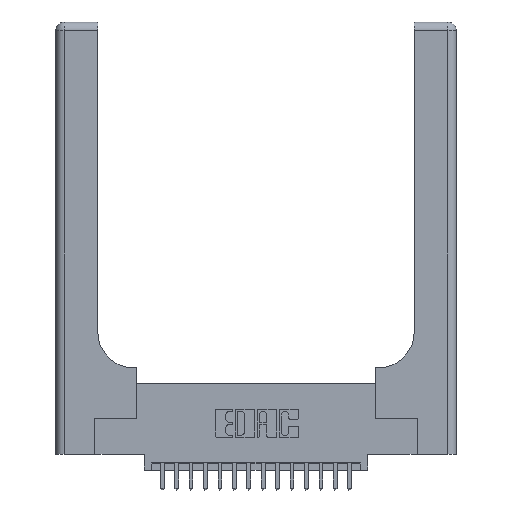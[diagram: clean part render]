
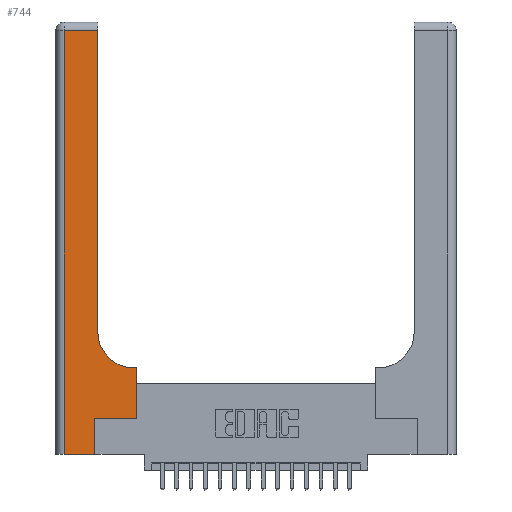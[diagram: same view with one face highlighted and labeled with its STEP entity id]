
A CAD part, top view. The second image highlights one B-rep face of the part: STEP entity #744.
In plain terms, the highlighted planar face has unit normal (0, 0, 1).
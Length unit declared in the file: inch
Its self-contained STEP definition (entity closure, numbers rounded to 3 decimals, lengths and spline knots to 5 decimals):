
#197 = DIRECTION ( 'NONE',  ( -1., 0., 0. ) ) ;
#212 = CARTESIAN_POINT ( 'NONE',  ( 0.06, 2.94, 0.37 ) ) ;
#218 = EDGE_CURVE ( 'NONE', #1945, #14529, #19501, .T. ) ;
#275 = EDGE_CURVE ( 'NONE', #7738, #1945, #1787, .T. ) ;
#369 = DIRECTION ( 'NONE',  ( 1., 0., 0. ) ) ;
#402 = VERTEX_POINT ( 'NONE', #16900 ) ;
#744 = ADVANCED_FACE ( 'NONE', ( #14155 ), #9656, .F. ) ;
#998 = CIRCLE ( 'NONE', #12848, 0.25 ) ;
#1181 = CARTESIAN_POINT ( 'NONE',  ( 0.5415, 0.85, 0.37 ) ) ;
#1424 = CARTESIAN_POINT ( 'NONE',  ( 0.2915, 0.6, 0.37 ) ) ;
#1690 = DIRECTION ( 'NONE',  ( 0., 1., 0. ) ) ;
#1713 = ORIENTED_EDGE ( 'NONE', *, *, #13639, .T. ) ;
#1716 = EDGE_CURVE ( 'NONE', #402, #17351, #2433, .T. ) ;
#1787 = LINE ( 'NONE', #17529, #5150 ) ;
#1945 = VERTEX_POINT ( 'NONE', #13554 ) ;
#2433 = LINE ( 'NONE', #5316, #16288 ) ;
#2603 = LINE ( 'NONE', #19854, #13804 ) ;
#2937 = AXIS2_PLACEMENT_3D ( 'NONE', #9588, #15909, #197 ) ;
#2947 = DIRECTION ( 'NONE',  ( -1., 0., 0. ) ) ;
#3439 = CARTESIAN_POINT ( 'NONE',  ( 0.269, 0., 0.37 ) ) ;
#3526 = CARTESIAN_POINT ( 'NONE',  ( 0.2915, 2.94, 0.37 ) ) ;
#4043 = DIRECTION ( 'NONE',  ( 0., 0., -1. ) ) ;
#4271 = VERTEX_POINT ( 'NONE', #212 ) ;
#4601 = ORIENTED_EDGE ( 'NONE', *, *, #1716, .T. ) ;
#4670 = LINE ( 'NONE', #19004, #5392 ) ;
#5016 = LINE ( 'NONE', #1424, #10368 ) ;
#5150 = VECTOR ( 'NONE', #8173, 39.37008 ) ;
#5316 = CARTESIAN_POINT ( 'NONE',  ( 0.2915, 3., 0.37 ) ) ;
#5392 = VECTOR ( 'NONE', #369, 39.37008 ) ;
#5875 = DIRECTION ( 'NONE',  ( -1., 0., 0. ) ) ;
#6264 = VECTOR ( 'NONE', #5875, 39.37008 ) ;
#6499 = EDGE_LOOP ( 'NONE', ( #4601, #8764, #8610, #19801, #18615, #14247, #17172, #1713, #8277 ) ) ;
#7738 = VERTEX_POINT ( 'NONE', #19384 ) ;
#8173 = DIRECTION ( 'NONE',  ( 1., 0., 0. ) ) ;
#8206 = VECTOR ( 'NONE', #11333, 39.37008 ) ;
#8277 = ORIENTED_EDGE ( 'NONE', *, *, #10539, .T. ) ;
#8552 = VECTOR ( 'NONE', #1690, 39.37008 ) ;
#8610 = ORIENTED_EDGE ( 'NONE', *, *, #19398, .T. ) ;
#8764 = ORIENTED_EDGE ( 'NONE', *, *, #10713, .T. ) ;
#8779 = EDGE_CURVE ( 'NONE', #19007, #9210, #4670, .T. ) ;
#8862 = DIRECTION ( 'NONE',  ( 1., 0., 0. ) ) ;
#9210 = VERTEX_POINT ( 'NONE', #3439 ) ;
#9588 = CARTESIAN_POINT ( 'NONE',  ( 0., 3., 0.37 ) ) ;
#9607 = CARTESIAN_POINT ( 'NONE',  ( 0.06, 0., 0.37 ) ) ;
#9618 = CARTESIAN_POINT ( 'NONE',  ( 0.269, 0., 0.37 ) ) ;
#9656 = PLANE ( 'NONE',  #2937 ) ;
#10368 = VECTOR ( 'NONE', #2947, 39.37008 ) ;
#10440 = LINE ( 'NONE', #12099, #6264 ) ;
#10539 = EDGE_CURVE ( 'NONE', #11558, #402, #998, .T. ) ;
#10713 = EDGE_CURVE ( 'NONE', #17351, #4271, #10440, .T. ) ;
#11054 = EDGE_CURVE ( 'NONE', #9210, #7738, #13336, .T. ) ;
#11333 = DIRECTION ( 'NONE',  ( 0., 1., 0. ) ) ;
#11558 = VERTEX_POINT ( 'NONE', #15924 ) ;
#12099 = CARTESIAN_POINT ( 'NONE',  ( 0., 2.94, 0.37 ) ) ;
#12848 = AXIS2_PLACEMENT_3D ( 'NONE', #1181, #4043, #8862 ) ;
#13336 = LINE ( 'NONE', #9618, #8206 ) ;
#13554 = CARTESIAN_POINT ( 'NONE',  ( 0.5585, 0.25, 0.37 ) ) ;
#13639 = EDGE_CURVE ( 'NONE', #14529, #11558, #5016, .T. ) ;
#13804 = VECTOR ( 'NONE', #19976, 39.37008 ) ;
#14155 = FACE_OUTER_BOUND ( 'NONE', #6499, .T. ) ;
#14247 = ORIENTED_EDGE ( 'NONE', *, *, #275, .T. ) ;
#14406 = CARTESIAN_POINT ( 'NONE',  ( 0.5585, 0.6, 0.37 ) ) ;
#14529 = VERTEX_POINT ( 'NONE', #14406 ) ;
#15909 = DIRECTION ( 'NONE',  ( 0., 0., -1. ) ) ;
#15924 = CARTESIAN_POINT ( 'NONE',  ( 0.5415, 0.6, 0.37 ) ) ;
#16288 = VECTOR ( 'NONE', #17773, 39.37008 ) ;
#16900 = CARTESIAN_POINT ( 'NONE',  ( 0.2915, 0.85, 0.37 ) ) ;
#17171 = CARTESIAN_POINT ( 'NONE',  ( 0.5585, 0.25, 0.37 ) ) ;
#17172 = ORIENTED_EDGE ( 'NONE', *, *, #218, .T. ) ;
#17351 = VERTEX_POINT ( 'NONE', #3526 ) ;
#17529 = CARTESIAN_POINT ( 'NONE',  ( 0.269, 0.25, 0.37 ) ) ;
#17773 = DIRECTION ( 'NONE',  ( 0., 1., 0. ) ) ;
#18615 = ORIENTED_EDGE ( 'NONE', *, *, #11054, .T. ) ;
#19004 = CARTESIAN_POINT ( 'NONE',  ( 0., 0., 0.37 ) ) ;
#19007 = VERTEX_POINT ( 'NONE', #9607 ) ;
#19384 = CARTESIAN_POINT ( 'NONE',  ( 0.269, 0.25, 0.37 ) ) ;
#19398 = EDGE_CURVE ( 'NONE', #4271, #19007, #2603, .T. ) ;
#19501 = LINE ( 'NONE', #17171, #8552 ) ;
#19801 = ORIENTED_EDGE ( 'NONE', *, *, #8779, .T. ) ;
#19854 = CARTESIAN_POINT ( 'NONE',  ( 0.06, 3., 0.37 ) ) ;
#19976 = DIRECTION ( 'NONE',  ( 0., -1., 0. ) ) ;
